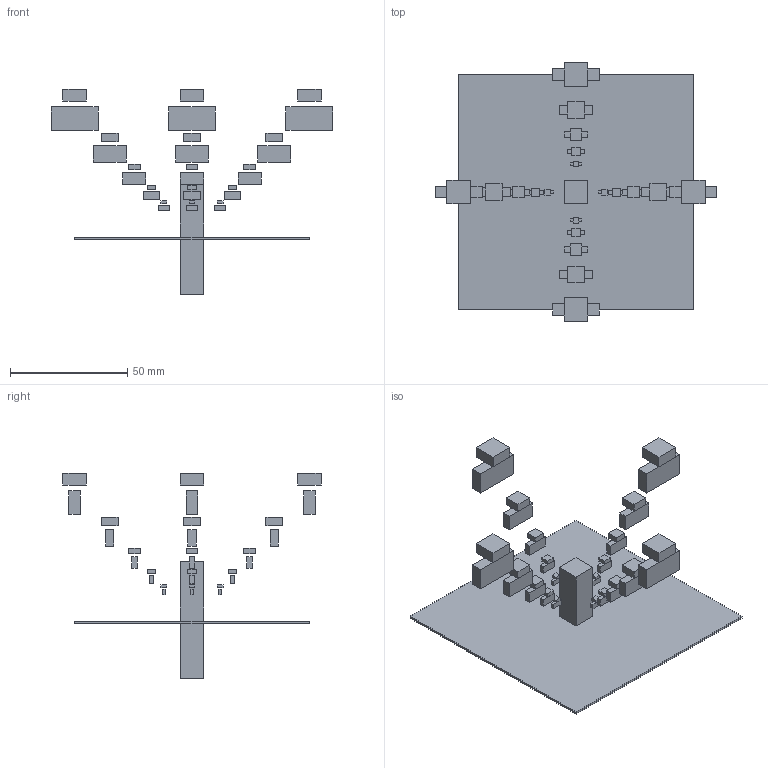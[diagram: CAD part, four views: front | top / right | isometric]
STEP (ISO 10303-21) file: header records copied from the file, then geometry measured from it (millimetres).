
FILE_DESCRIPTION(('Open CASCADE Model'),'2;1');
FILE_NAME('Open CASCADE Shape Model','2024-05-24T13:27:40',('Author'),( 'Open CASCADE'),'Open CASCADE STEP processor 7.7','Open CASCADE 7.7' ,'Unknown');
FILE_SCHEMA(('AUTOMOTIVE_DESIGN { 1 0 10303 214 1 1 1 1 }'));
Length unit declared in the file: millimetre
Products named in the file (42): Open CASCADE STEP translator 7.7 35; Open CASCADE STEP translator 7.7 35.1; Open CASCADE STEP translator 7.7 35.2; Open CASCADE STEP translator 7.7 35.3; Open CASCADE STEP translator 7.7 35.4; Open CASCADE STEP translator 7.7 35.5; Open CASCADE STEP translator 7.7 35.6; Open CASCADE STEP translator 7.7 35.7; Open CASCADE STEP translator 7.7 35.8; Open CASCADE STEP translator 7.7 35.9; Open CASCADE STEP translator 7.7 35.10; Open CASCADE STEP translator 7.7 35.11; Open CASCADE STEP translator 7.7 35.12; Open CASCADE STEP translator 7.7 35.13; Open CASCADE STEP translator 7.7 35.14; Open CASCADE STEP translator 7.7 35.15; Open CASCADE STEP translator 7.7 35.16; Open CASCADE STEP translator 7.7 35.17; Open CASCADE STEP translator 7.7 35.18; Open CASCADE STEP translator 7.7 35.19; Open CASCADE STEP translator 7.7 35.20; Open CASCADE STEP translator 7.7 35.21; Open CASCADE STEP translator 7.7 35.22; Open CASCADE STEP translator 7.7 35.23; Open CASCADE STEP translator 7.7 35.24; Open CASCADE STEP translator 7.7 35.25; Open CASCADE STEP translator 7.7 35.26; Open CASCADE STEP translator 7.7 35.27; Open CASCADE STEP translator 7.7 35.28; Open CASCADE STEP translator 7.7 35.29; Open CASCADE STEP translator 7.7 35.30; Open CASCADE STEP translator 7.7 35.31; Open CASCADE STEP translator 7.7 35.32; Open CASCADE STEP translator 7.7 35.33; Open CASCADE STEP translator 7.7 35.34; Open CASCADE STEP translator 7.7 35.35; Open CASCADE STEP translator 7.7 35.36; Open CASCADE STEP translator 7.7 35.37; Open CASCADE STEP translator 7.7 35.38; Open CASCADE STEP translator 7.7 35.39 ...
Assembly tree (41 placements, depth 2):
  Open CASCADE STEP translator 7.7 35
    Open CASCADE STEP translator 7.7 35.1
    Open CASCADE STEP translator 7.7 35.2
    Open CASCADE STEP translator 7.7 35.3
    Open CASCADE STEP translator 7.7 35.4
    Open CASCADE STEP translator 7.7 35.5
    Open CASCADE STEP translator 7.7 35.6
    Open CASCADE STEP translator 7.7 35.7
    Open CASCADE STEP translator 7.7 35.8
    Open CASCADE STEP translator 7.7 35.9
    Open CASCADE STEP translator 7.7 35.10
    Open CASCADE STEP translator 7.7 35.11
    Open CASCADE STEP translator 7.7 35.12
    Open CASCADE STEP translator 7.7 35.13
    Open CASCADE STEP translator 7.7 35.14
    Open CASCADE STEP translator 7.7 35.15
    Open CASCADE STEP translator 7.7 35.16
    Open CASCADE STEP translator 7.7 35.17
    Open CASCADE STEP translator 7.7 35.18
    Open CASCADE STEP translator 7.7 35.19
    Open CASCADE STEP translator 7.7 35.20
    Open CASCADE STEP translator 7.7 35.21
    Open CASCADE STEP translator 7.7 35.22
    Open CASCADE STEP translator 7.7 35.23
    Open CASCADE STEP translator 7.7 35.24
    Open CASCADE STEP translator 7.7 35.25
    Open CASCADE STEP translator 7.7 35.26
    Open CASCADE STEP translator 7.7 35.27
    Open CASCADE STEP translator 7.7 35.28
    Open CASCADE STEP translator 7.7 35.29
    Open CASCADE STEP translator 7.7 35.30
    Open CASCADE STEP translator 7.7 35.31
    Open CASCADE STEP translator 7.7 35.32
    Open CASCADE STEP translator 7.7 35.33
    Open CASCADE STEP translator 7.7 35.34
    Open CASCADE STEP translator 7.7 35.35
    Open CASCADE STEP translator 7.7 35.36
    Open CASCADE STEP translator 7.7 35.37
    Open CASCADE STEP translator 7.7 35.38
    Open CASCADE STEP translator 7.7 35.39
    Open CASCADE STEP translator 7.7 35.40
    Open CASCADE STEP translator 7.7 35.41
Bounding box: 120 x 110 x 87.5 mm (x, y, z)
Volume: 23989.1 mm3; surface area: 30743.7 mm2
Topology: 41 solids, 41 shells, 256 faces, 516 edges, 344 vertices
Faces by surface type: plane 256
Entity records: 13880 total; most frequent: CARTESIAN_POINT 2206, DIRECTION 2128, LINE 1532, VECTOR 1532, ORIENTED_EDGE 1032, PCURVE 1032, DEFINITIONAL_REPRESENTATION 1032, EDGE_CURVE 516
